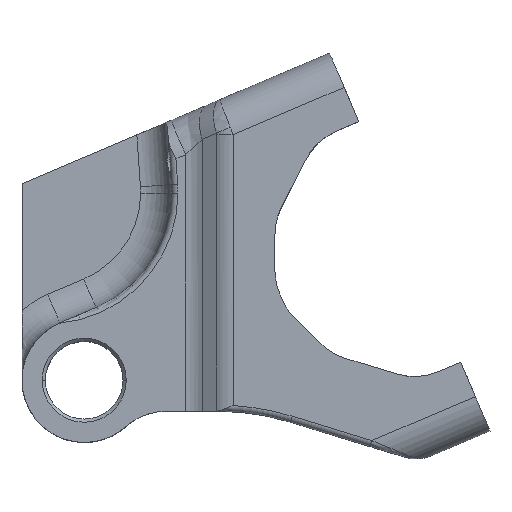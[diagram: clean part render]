
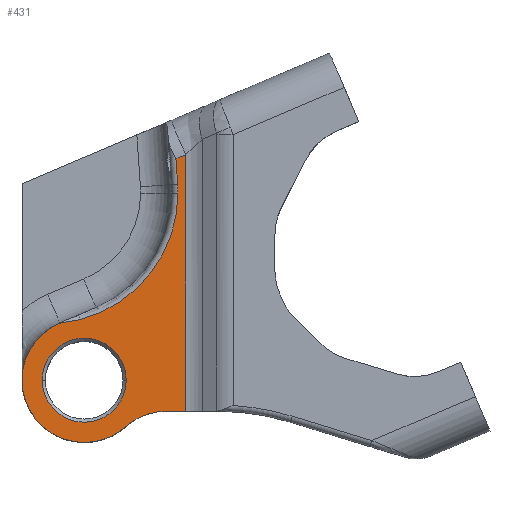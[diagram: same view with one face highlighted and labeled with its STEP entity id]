
A CAD part, top view. The second image highlights one B-rep face of the part: STEP entity #431.
In plain terms, the highlighted planar face has unit normal (0, 0, 1).
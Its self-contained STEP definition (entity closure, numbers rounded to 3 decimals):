
#30 = EDGE_CURVE ( 'NONE', #309, #308, #1518, .T. ) ;
#122 = EDGE_CURVE ( 'NONE', #308, #380, #1829, .T. ) ;
#132 = EDGE_CURVE ( 'NONE', #380, #388, #1838, .T. ) ;
#191 = EDGE_CURVE ( 'NONE', #388, #789, #1925, .T. ) ;
#194 = EDGE_CURVE ( 'NONE', #794, #789, #1926, .T. ) ;
#195 = EDGE_CURVE ( 'NONE', #312, #1566, #1931, .T. ) ;
#198 = EDGE_CURVE ( 'NONE', #1583, #1565, #1935, .T. ) ;
#199 = EDGE_CURVE ( 'NONE', #1582, #794, #1930, .T. ) ;
#308 = VERTEX_POINT ( 'NONE', #3142 ) ;
#309 = VERTEX_POINT ( 'NONE', #3143 ) ;
#312 = VERTEX_POINT ( 'NONE', #3146 ) ;
#380 = VERTEX_POINT ( 'NONE', #3214 ) ;
#388 = VERTEX_POINT ( 'NONE', #3222 ) ;
#431 = ADVANCED_FACE ( 'NONE', ( #2846, #2852 ), #3350, .F. ) ;
#597 = EDGE_CURVE ( 'NONE', #1565, #1583, #5959, .T. ) ;
#603 = EDGE_CURVE ( 'NONE', #1566, #1582, #5967, .T. ) ;
#619 = EDGE_CURVE ( 'NONE', #312, #309, #5983, .T. ) ;
#652 = AXIS2_PLACEMENT_3D ( 'NONE', #1661, #1662, #1663 ) ;
#677 = AXIS2_PLACEMENT_3D ( 'NONE', #2175, #2193, #2194 ) ;
#691 = AXIS2_PLACEMENT_3D ( 'NONE', #2455, #2462, #2463 ) ;
#697 = AXIS2_PLACEMENT_3D ( 'NONE', #2448, #2471, #2472 ) ;
#789 = VERTEX_POINT ( 'NONE', #6465 ) ;
#794 = VERTEX_POINT ( 'NONE', #6470 ) ;
#921 = EDGE_LOOP ( 'NONE', ( #7347, #7348, #7349, #7350, #7351, #7352, #7353, #7354, #7355 ) ) ;
#1482 = EDGE_LOOP ( 'NONE', ( #7345, #7346 ) ) ;
#1518 = CIRCLE ( 'NONE', #652, 20. ) ;
#1565 = VERTEX_POINT ( 'NONE', #6988 ) ;
#1566 = VERTEX_POINT ( 'NONE', #6989 ) ;
#1582 = VERTEX_POINT ( 'NONE', #7005 ) ;
#1583 = VERTEX_POINT ( 'NONE', #7006 ) ;
#1661 = CARTESIAN_POINT ( 'NONE',  ( 0., 0., 18.5 ) ) ;
#1662 = DIRECTION ( 'NONE',  ( 0., 0., 1. ) ) ;
#1663 = DIRECTION ( 'NONE',  ( 1., 0., 0. ) ) ;
#1829 = CIRCLE ( 'NONE', #677, 20. ) ;
#1835 = VECTOR ( 'NONE', #2246, 1000. ) ;
#1838 = LINE ( 'NONE', #2240, #1835 ) ;
#1914 = VECTOR ( 'NONE', #2452, 1000. ) ;
#1924 = VECTOR ( 'NONE', #2460, 1000. ) ;
#1925 = LINE ( 'NONE', #2447, #1914 ) ;
#1926 = LINE ( 'NONE', #2459, #1924 ) ;
#1930 = LINE ( 'NONE', #2473, #1933 ) ;
#1931 = CIRCLE ( 'NONE', #691, 42. ) ;
#1933 = VECTOR ( 'NONE', #2474, 1000. ) ;
#1935 = CIRCLE ( 'NONE', #697, 13.5 ) ;
#2175 = CARTESIAN_POINT ( 'NONE',  ( 26.458, -30., 18.5 ) ) ;
#2193 = DIRECTION ( 'NONE',  ( 0., 0., -1. ) ) ;
#2194 = DIRECTION ( 'NONE',  ( 1., 0., 0. ) ) ;
#2240 = CARTESIAN_POINT ( 'NONE',  ( 42.835, -10., 18.5 ) ) ;
#2246 = DIRECTION ( 'NONE',  ( 1., 0., 0. ) ) ;
#2447 = CARTESIAN_POINT ( 'NONE',  ( 32.569, -26.095, 18.5 ) ) ;
#2448 = CARTESIAN_POINT ( 'NONE',  ( 0., 0., 18.5 ) ) ;
#2452 = DIRECTION ( 'NONE',  ( 0., 1., 0. ) ) ;
#2455 = CARTESIAN_POINT ( 'NONE',  ( -11.864, 60.146, 18.5 ) ) ;
#2459 = CARTESIAN_POINT ( 'NONE',  ( -47.432, 38.53, 18.5 ) ) ;
#2460 = DIRECTION ( 'NONE',  ( 0.921, 0.391, 0. ) ) ;
#2462 = DIRECTION ( 'NONE',  ( 0., 0., 1. ) ) ;
#2463 = DIRECTION ( 'NONE',  ( 1., 0., 0. ) ) ;
#2471 = DIRECTION ( 'NONE',  ( 0., 0., 1. ) ) ;
#2472 = DIRECTION ( 'NONE',  ( 1., 0., 0. ) ) ;
#2473 = CARTESIAN_POINT ( 'NONE',  ( 35.91, -22.245, 18.5 ) ) ;
#2474 = DIRECTION ( 'NONE',  ( -0.069, 0.998, 0. ) ) ;
#2846 = FACE_BOUND ( 'NONE', #1482, .T. ) ;
#2852 = FACE_OUTER_BOUND ( 'NONE', #921, .T. ) ;
#3142 = CARTESIAN_POINT ( 'NONE',  ( 13.229, -15., 18.5 ) ) ;
#3143 = CARTESIAN_POINT ( 'NONE',  ( -20., 0., 18.5 ) ) ;
#3146 = CARTESIAN_POINT ( 'NONE',  ( -8.018, 18.322, 18.5 ) ) ;
#3214 = CARTESIAN_POINT ( 'NONE',  ( 26.458, -10., 18.5 ) ) ;
#3222 = CARTESIAN_POINT ( 'NONE',  ( 32.569, -10., 18.5 ) ) ;
#3350 = PLANE ( 'NONE',  #3380 ) ;
#3353 = CARTESIAN_POINT ( 'NONE',  ( -20., -26.095, 18.5 ) ) ;
#3358 = DIRECTION ( 'NONE',  ( 0., 0., -1. ) ) ;
#3359 = DIRECTION ( 'NONE',  ( 1., 0., 0. ) ) ;
#3380 = AXIS2_PLACEMENT_3D ( 'NONE', #3353, #3358, #3359 ) ;
#3503 = AXIS2_PLACEMENT_3D ( 'NONE', #6272, #6273, #6274 ) ;
#3504 = AXIS2_PLACEMENT_3D ( 'NONE', #6246, #6255, #6256 ) ;
#3515 = AXIS2_PLACEMENT_3D ( 'NONE', #6312, #6329, #6330 ) ;
#5959 = CIRCLE ( 'NONE', #3504, 13.5 ) ;
#5967 = CIRCLE ( 'NONE', #3503, 42. ) ;
#5983 = CIRCLE ( 'NONE', #3515, 20. ) ;
#6246 = CARTESIAN_POINT ( 'NONE',  ( 0., 0., 18.5 ) ) ;
#6255 = DIRECTION ( 'NONE',  ( 0., 0., 1. ) ) ;
#6256 = DIRECTION ( 'NONE',  ( 1., 0., 0. ) ) ;
#6272 = CARTESIAN_POINT ( 'NONE',  ( -11.864, 60.146, 18.5 ) ) ;
#6273 = DIRECTION ( 'NONE',  ( 0., 0., 1. ) ) ;
#6274 = DIRECTION ( 'NONE',  ( 1., 0., 0. ) ) ;
#6312 = CARTESIAN_POINT ( 'NONE',  ( 0., 0., 18.5 ) ) ;
#6329 = DIRECTION ( 'NONE',  ( 0., 0., 1. ) ) ;
#6330 = DIRECTION ( 'NONE',  ( 1., 0., 0. ) ) ;
#6465 = CARTESIAN_POINT ( 'NONE',  ( 32.569, 72.488, 18.5 ) ) ;
#6470 = CARTESIAN_POINT ( 'NONE',  ( 29.476, 71.175, 18.5 ) ) ;
#6988 = CARTESIAN_POINT ( 'NONE',  ( 13.5, 0., 18.5 ) ) ;
#6989 = CARTESIAN_POINT ( 'NONE',  ( 30.136, 60.146, 18.5 ) ) ;
#7005 = CARTESIAN_POINT ( 'NONE',  ( 30.037, 63.031, 18.5 ) ) ;
#7006 = CARTESIAN_POINT ( 'NONE',  ( -13.5, 0., 18.5 ) ) ;
#7345 = ORIENTED_EDGE ( 'NONE', *, *, #198, .F. ) ;
#7346 = ORIENTED_EDGE ( 'NONE', *, *, #597, .F. ) ;
#7347 = ORIENTED_EDGE ( 'NONE', *, *, #199, .F. ) ;
#7348 = ORIENTED_EDGE ( 'NONE', *, *, #603, .F. ) ;
#7349 = ORIENTED_EDGE ( 'NONE', *, *, #195, .F. ) ;
#7350 = ORIENTED_EDGE ( 'NONE', *, *, #619, .T. ) ;
#7351 = ORIENTED_EDGE ( 'NONE', *, *, #30, .T. ) ;
#7352 = ORIENTED_EDGE ( 'NONE', *, *, #122, .T. ) ;
#7353 = ORIENTED_EDGE ( 'NONE', *, *, #132, .T. ) ;
#7354 = ORIENTED_EDGE ( 'NONE', *, *, #191, .T. ) ;
#7355 = ORIENTED_EDGE ( 'NONE', *, *, #194, .F. ) ;
